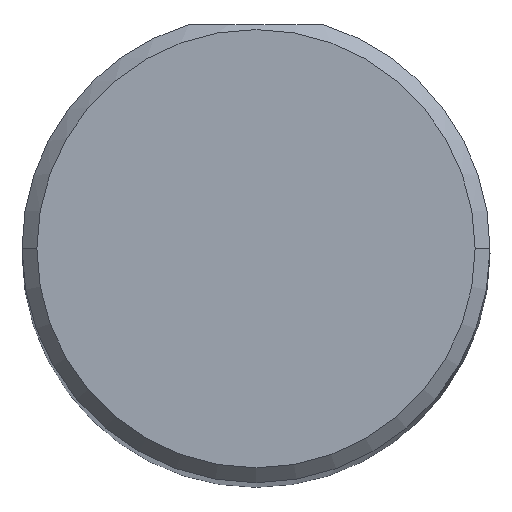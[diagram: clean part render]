
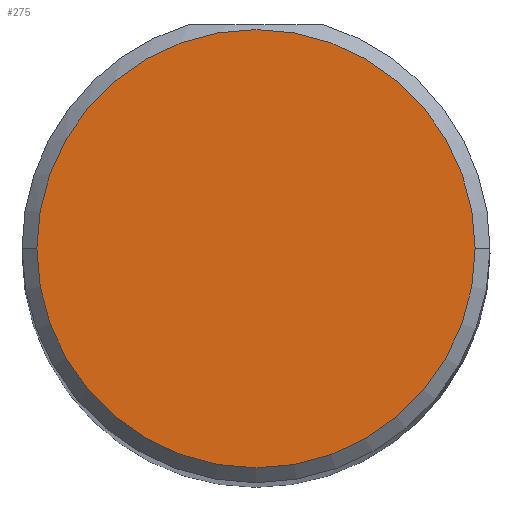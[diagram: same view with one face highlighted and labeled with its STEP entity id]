
A CAD part, top view. The second image highlights one B-rep face of the part: STEP entity #275.
In plain terms, the highlighted planar face has unit normal (0, 0, 1).
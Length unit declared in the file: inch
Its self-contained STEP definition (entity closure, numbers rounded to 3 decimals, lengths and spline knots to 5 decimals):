
#42 = DIRECTION ( 'NONE',  ( 0., 0., 1. ) ) ;
#43 = VERTEX_POINT ( 'NONE', #422 ) ;
#49 = ORIENTED_EDGE ( 'NONE', *, *, #246, .T. ) ;
#88 = CARTESIAN_POINT ( 'NONE',  ( 0., 0., 3.26772 ) ) ;
#92 = DIRECTION ( 'NONE',  ( 1., 0., 0. ) ) ;
#119 = AXIS2_PLACEMENT_3D ( 'NONE', #122, #42, #92 ) ;
#122 = CARTESIAN_POINT ( 'NONE',  ( 0., 0., 3.26772 ) ) ;
#143 = DIRECTION ( 'NONE',  ( 1., 0., 0. ) ) ;
#146 = CIRCLE ( 'NONE', #255, 0.22122 ) ;
#147 = CARTESIAN_POINT ( 'NONE',  ( 0., 0., 3.26772 ) ) ;
#170 = DIRECTION ( 'NONE',  ( 1., 0., 0. ) ) ;
#177 = CIRCLE ( 'NONE', #489, 0.22122 ) ;
#205 = PLANE ( 'NONE',  #119 ) ;
#209 = VERTEX_POINT ( 'NONE', #481 ) ;
#241 = DIRECTION ( 'NONE',  ( 0., 0., 1. ) ) ;
#246 = EDGE_CURVE ( 'NONE', #209, #43, #177, .T. ) ;
#255 = AXIS2_PLACEMENT_3D ( 'NONE', #147, #418, #143 ) ;
#264 = EDGE_LOOP ( 'NONE', ( #331, #49 ) ) ;
#275 = ADVANCED_FACE ( 'NONE', ( #280 ), #205, .T. ) ;
#280 = FACE_OUTER_BOUND ( 'NONE', #264, .T. ) ;
#331 = ORIENTED_EDGE ( 'NONE', *, *, #475, .T. ) ;
#418 = DIRECTION ( 'NONE',  ( 0., 0., 1. ) ) ;
#422 = CARTESIAN_POINT ( 'NONE',  ( -0.22122, 0., 3.26772 ) ) ;
#475 = EDGE_CURVE ( 'NONE', #43, #209, #146, .T. ) ;
#481 = CARTESIAN_POINT ( 'NONE',  ( 0.22122, 0., 3.26772 ) ) ;
#489 = AXIS2_PLACEMENT_3D ( 'NONE', #88, #241, #170 ) ;
